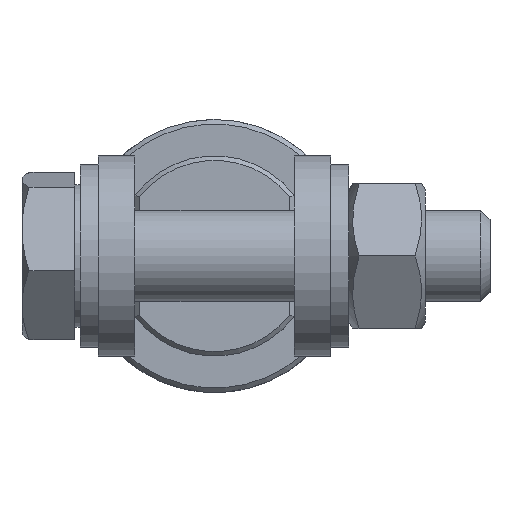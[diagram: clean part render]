
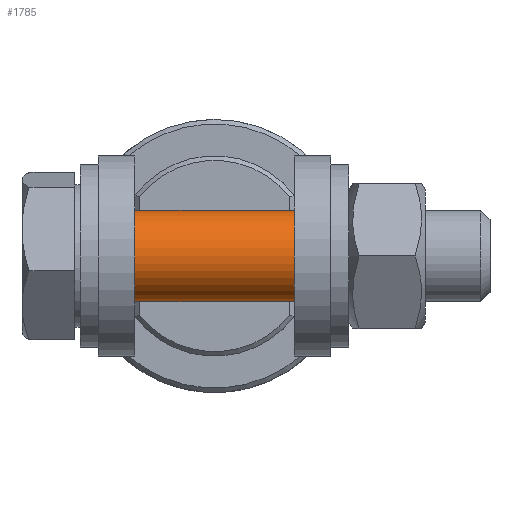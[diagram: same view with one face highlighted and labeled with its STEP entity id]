
A CAD part, left-side view. The second image highlights one B-rep face of the part: STEP entity #1785.
In plain terms, the highlighted cylindrical face has radius 5 mm (diameter 10 mm), a full revolution.
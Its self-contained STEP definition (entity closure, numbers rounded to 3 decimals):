
#64=FACE_BOUND($,#455,.T.);
#334=FACE_OUTER_BOUND($,#454,.T.);
#454=EDGE_LOOP($,(#1326));
#455=EDGE_LOOP($,(#1327));
#778=CIRCLE($,#1921,5.);
#779=CIRCLE($,#1922,5.);
#881=VERTEX_POINT($,#2759);
#882=VERTEX_POINT($,#2761);
#1051=EDGE_CURVE($,#881,#881,#778,.T.);
#1052=EDGE_CURVE($,#882,#882,#779,.T.);
#1326=ORIENTED_EDGE($,*,*,#1051,.F.);
#1327=ORIENTED_EDGE($,*,*,#1052,.F.);
#1734=CYLINDRICAL_SURFACE($,#1920,5.);
#1785=ADVANCED_FACE($,(#334,#64),#1734,.T.);
#1920=AXIS2_PLACEMENT_3D($,#2758,#2180,#2181);
#1921=AXIS2_PLACEMENT_3D($,#2760,#2182,#2183);
#1922=AXIS2_PLACEMENT_3D($,#2762,#2184,#2185);
#2180=DIRECTION('center_axis',(0.,-1.,0.));
#2181=DIRECTION('ref_axis',(-0.986,0.,-0.166));
#2182=DIRECTION('center_axis',(0.,-1.,0.));
#2183=DIRECTION('ref_axis',(-0.986,0.,-0.166));
#2184=DIRECTION('center_axis',(0.,1.,0.));
#2185=DIRECTION('ref_axis',(-0.986,0.,-0.166));
#2758=CARTESIAN_POINT('Origin',(-232.839,-13.32,0.));
#2759=CARTESIAN_POINT('',(-227.908,5.18,0.828));
#2760=CARTESIAN_POINT('Origin',(-232.839,5.18,0.));
#2761=CARTESIAN_POINT('',(-227.908,22.68,0.828));
#2762=CARTESIAN_POINT('Origin',(-232.839,22.68,0.));
